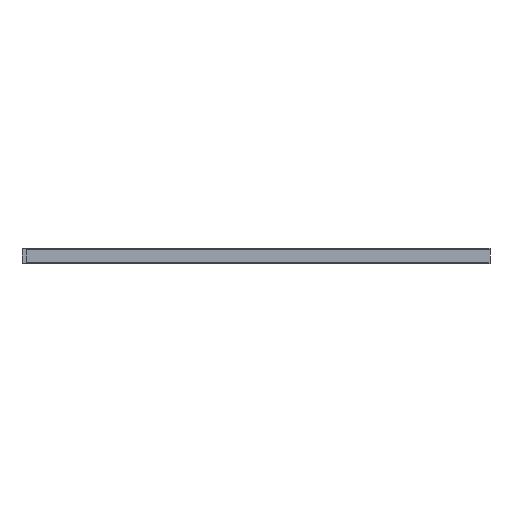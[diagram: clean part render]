
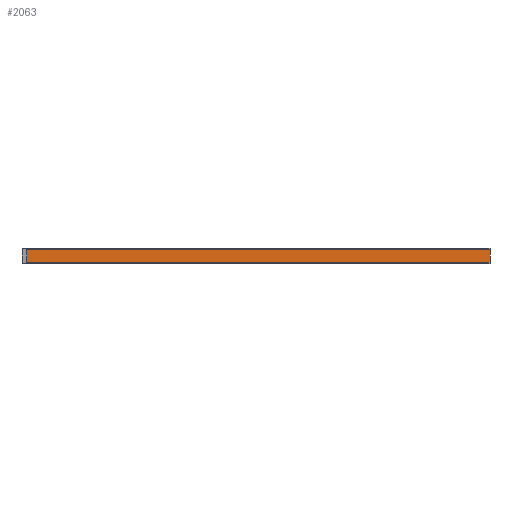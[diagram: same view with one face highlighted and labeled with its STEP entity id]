
A CAD part, top view. The second image highlights one B-rep face of the part: STEP entity #2063.
In plain terms, the highlighted planar face has unit normal (0, 0, 1).
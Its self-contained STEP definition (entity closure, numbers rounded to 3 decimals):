
#105=FACE_OUTER_BOUND('',#214,.T.);
#214=EDGE_LOOP('',(#1456,#1457,#1458,#1459));
#345=LINE('',#3148,#557);
#346=LINE('',#3151,#558);
#347=LINE('',#3153,#559);
#348=LINE('',#3154,#560);
#557=VECTOR('',#2468,1.);
#558=VECTOR('',#2471,1.);
#559=VECTOR('',#2472,1.);
#560=VECTOR('',#2473,1.);
#859=VERTEX_POINT('',#3062);
#901=VERTEX_POINT('',#3146);
#902=VERTEX_POINT('',#3150);
#903=VERTEX_POINT('',#3152);
#1128=EDGE_CURVE('',#859,#901,#345,.T.);
#1129=EDGE_CURVE('',#901,#902,#346,.F.);
#1130=EDGE_CURVE('',#903,#902,#347,.T.);
#1131=EDGE_CURVE('',#859,#903,#348,.F.);
#1456=ORIENTED_EDGE('',*,*,#1128,.T.);
#1457=ORIENTED_EDGE('',*,*,#1129,.T.);
#1458=ORIENTED_EDGE('',*,*,#1130,.F.);
#1459=ORIENTED_EDGE('',*,*,#1131,.F.);
#2008=PLANE('',#2198);
#2063=ADVANCED_FACE('',(#105),#2008,.F.);
#2198=AXIS2_PLACEMENT_3D('',#3149,#2469,#2470);
#2468=DIRECTION('',(0.,1.,0.));
#2469=DIRECTION('center_axis',(0.,0.,-1.));
#2470=DIRECTION('ref_axis',(0.,1.,0.));
#2471=DIRECTION('',(1.,0.,0.));
#2472=DIRECTION('',(0.,1.,0.));
#2473=DIRECTION('',(1.,0.,0.));
#3062=CARTESIAN_POINT('',(3072.543,55.,-37.9));
#3146=CARTESIAN_POINT('',(3072.543,149.8,-37.9));
#3148=CARTESIAN_POINT('',(3072.543,102.4,-37.9));
#3149=CARTESIAN_POINT('Origin',(1572.543,55.,-37.9));
#3150=CARTESIAN_POINT('',(73.533,149.8,-37.9));
#3151=CARTESIAN_POINT('',(73.538,149.8,-37.9));
#3152=CARTESIAN_POINT('',(73.533,55.,-37.9));
#3153=CARTESIAN_POINT('',(73.533,102.4,-37.9));
#3154=CARTESIAN_POINT('',(73.538,55.,-37.9));
